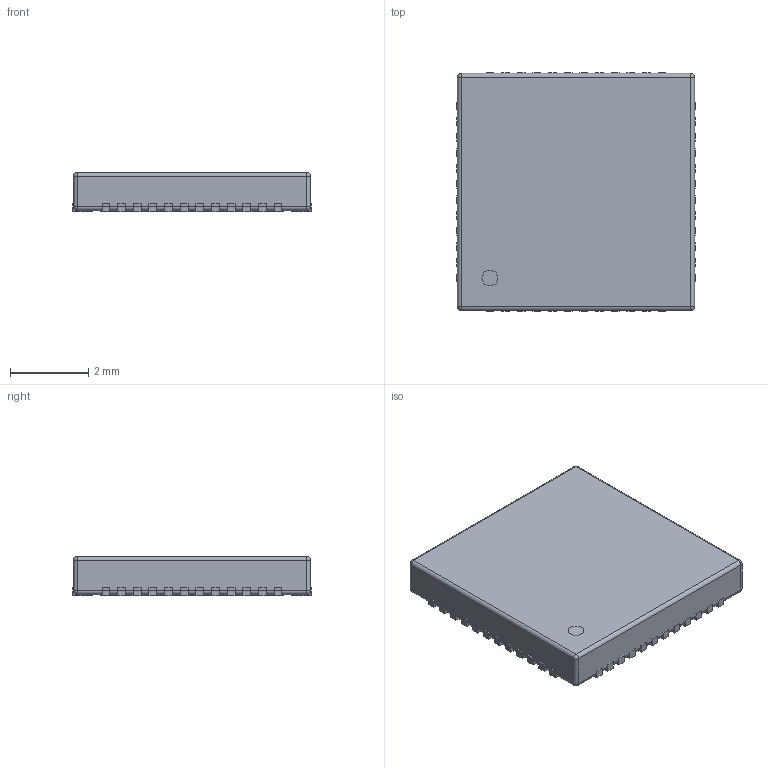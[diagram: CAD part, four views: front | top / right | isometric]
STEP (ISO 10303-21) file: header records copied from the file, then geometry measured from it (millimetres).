
FILE_DESCRIPTION(('STEP AP214'), '1');
FILE_NAME('MO-220VJJE-1', '2016-07-14T22:38:17', ('Nobody'), (''), 'ASCON STEP Converter 1.3', 'ASCON Math Kernel', '');
FILE_SCHEMA(('AUTOMOTIVE_DESIGN { 1 0 10303 214 3 1 1}'));
Length unit declared in the file: millimetre
Bounding box: 6.1 x 6.1 x 1 mm (x, y, z)
Surface area: 164.6 mm2
Topology: 50 solids, 50 shells, 325 faces, 853 edges, 670 vertices
Faces by surface type: plane 254, cylinder 63, sphere 8
Entity records: 12833 total; most frequent: DIRECTION 1720, CARTESIAN_POINT 1596, ORIENTED_EDGE 1298, EDGE_CURVE 649, LINE 622, VECTOR 622, AXIS2_PLACEMENT_3D 549, VERTEX_POINT 425
